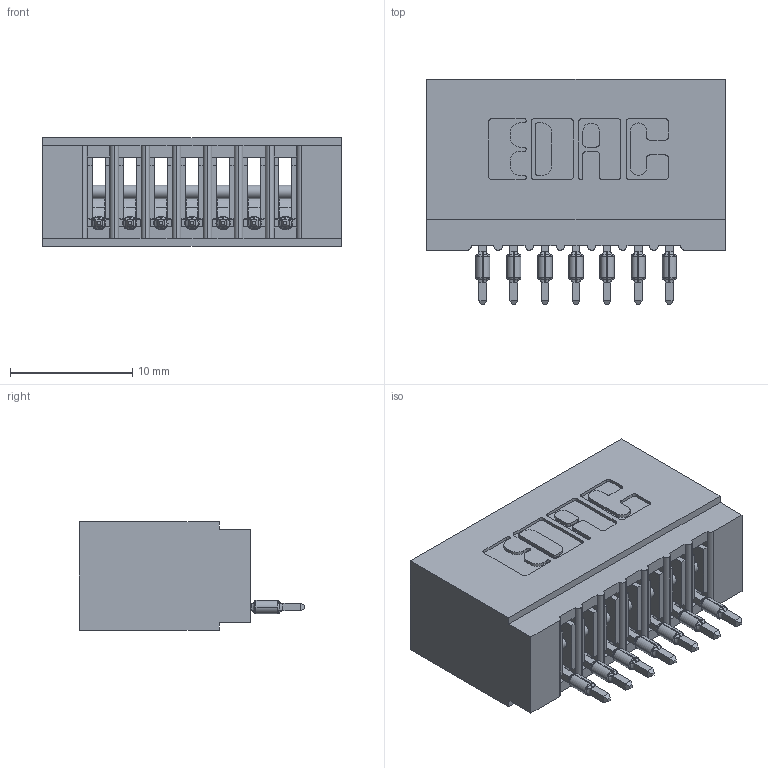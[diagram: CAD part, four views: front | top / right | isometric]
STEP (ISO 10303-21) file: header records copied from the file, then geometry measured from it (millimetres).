
FILE_DESCRIPTION (( 'STEP AP203' ), '1' );
FILE_NAME ('725-007-520-101.STEP', '2018-08-14T00:05:31', ( '' ), ( '' ), 'SwSTEP 2.0', 'SolidWorks 2016', '' );
FILE_SCHEMA (( 'CONFIG_CONTROL_DESIGN' ));
Length unit declared in the file: inch
Products named in the file (3): 725 Part_Insulator Option - 01; 745-292-001_520; 725-007-520-101
Assembly tree (8 placements, depth 2):
  725-007-520-101
    725 Part_Insulator Option - 01
    745-292-001_520  x7
Bounding box: 24.38 x 18.41 x 8.89 mm (x, y, z)
Volume: 2034.5 mm3; surface area: 3237.5 mm2
Topology: 8 solids, 8 shells, 879 faces, 2410 edges, 1526 vertices
Faces by surface type: plane 524, cylinder 173, bspline 140, torus 42
Entity records: 16309 total; most frequent: CARTESIAN_POINT 3372, ORIENTED_EDGE 2744, DIRECTION 2416, EDGE_CURVE 1372, VECTOR 1148, LINE 1148, VERTEX_POINT 878, AXIS2_PLACEMENT_3D 634
